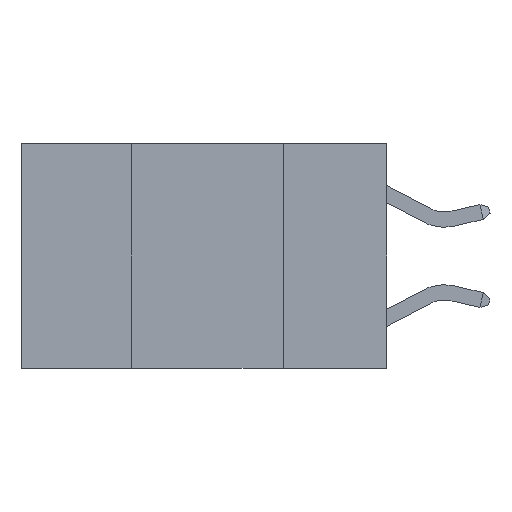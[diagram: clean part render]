
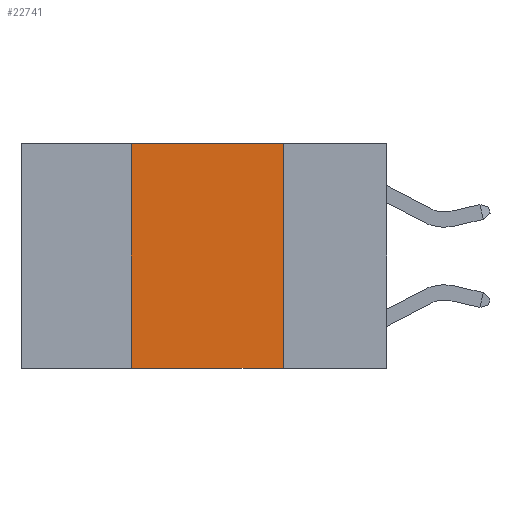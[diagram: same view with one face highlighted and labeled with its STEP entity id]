
A CAD part, left-side view. The second image highlights one B-rep face of the part: STEP entity #22741.
In plain terms, the highlighted planar face has unit normal (-1, 0, 0).
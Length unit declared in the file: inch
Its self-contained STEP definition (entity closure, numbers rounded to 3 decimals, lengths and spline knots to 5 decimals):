
#219 = DIRECTION ( 'NONE',  ( 0., -1., 0. ) ) ;
#1583 = DIRECTION ( 'NONE',  ( 0., 0., -1. ) ) ;
#1857 = LINE ( 'NONE', #10755, #20143 ) ;
#3136 = FACE_OUTER_BOUND ( 'NONE', #13230, .T. ) ;
#3292 = CARTESIAN_POINT ( 'NONE',  ( 0., 0.6, 0. ) ) ;
#3984 = CARTESIAN_POINT ( 'NONE',  ( 0., 0.6, 0. ) ) ;
#4248 = AXIS2_PLACEMENT_3D ( 'NONE', #3984, #16490, #5898 ) ;
#5120 = DIRECTION ( 'NONE',  ( 0., -1., 0. ) ) ;
#5381 = CARTESIAN_POINT ( 'NONE',  ( 0., 0.17, 0. ) ) ;
#5663 = VECTOR ( 'NONE', #5120, 39.37008 ) ;
#5898 = DIRECTION ( 'NONE',  ( 0., 0., -1. ) ) ;
#5994 = DIRECTION ( 'NONE',  ( 0., 0., 1. ) ) ;
#7188 = VERTEX_POINT ( 'NONE', #5381 ) ;
#7211 = CARTESIAN_POINT ( 'NONE',  ( 0., 0.42, -0.37 ) ) ;
#7917 = VERTEX_POINT ( 'NONE', #7211 ) ;
#8754 = LINE ( 'NONE', #10309, #12872 ) ;
#9096 = VERTEX_POINT ( 'NONE', #21021 ) ;
#9324 = EDGE_CURVE ( 'NONE', #7917, #17085, #1857, .T. ) ;
#9931 = EDGE_CURVE ( 'NONE', #9096, #7188, #19823, .T. ) ;
#10276 = ORIENTED_EDGE ( 'NONE', *, *, #9931, .F. ) ;
#10309 = CARTESIAN_POINT ( 'NONE',  ( 0., 0.17, 0. ) ) ;
#10488 = EDGE_CURVE ( 'NONE', #7188, #17085, #8754, .T. ) ;
#10755 = CARTESIAN_POINT ( 'NONE',  ( 0., 0.6, -0.37 ) ) ;
#11671 = EDGE_CURVE ( 'NONE', #7917, #9096, #14220, .T. ) ;
#12872 = VECTOR ( 'NONE', #1583, 39.37008 ) ;
#12889 = PLANE ( 'NONE',  #4248 ) ;
#13230 = EDGE_LOOP ( 'NONE', ( #18666, #10276, #15010, #16148 ) ) ;
#14220 = LINE ( 'NONE', #20223, #18999 ) ;
#15010 = ORIENTED_EDGE ( 'NONE', *, *, #11671, .F. ) ;
#15716 = CARTESIAN_POINT ( 'NONE',  ( 0., 0.17, -0.37 ) ) ;
#16148 = ORIENTED_EDGE ( 'NONE', *, *, #9324, .T. ) ;
#16490 = DIRECTION ( 'NONE',  ( 1., 0., 0. ) ) ;
#17085 = VERTEX_POINT ( 'NONE', #15716 ) ;
#18666 = ORIENTED_EDGE ( 'NONE', *, *, #10488, .F. ) ;
#18999 = VECTOR ( 'NONE', #5994, 39.37008 ) ;
#19823 = LINE ( 'NONE', #3292, #5663 ) ;
#20143 = VECTOR ( 'NONE', #219, 39.37008 ) ;
#20223 = CARTESIAN_POINT ( 'NONE',  ( 0., 0.42, 0. ) ) ;
#21021 = CARTESIAN_POINT ( 'NONE',  ( 0., 0.42, 0. ) ) ;
#22741 = ADVANCED_FACE ( 'NONE', ( #3136 ), #12889, .F. ) ;
